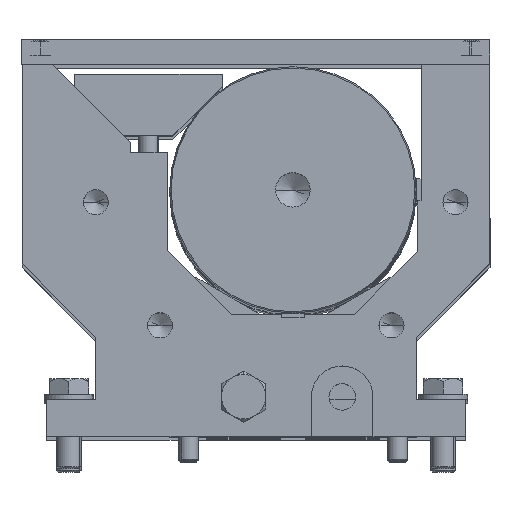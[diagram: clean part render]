
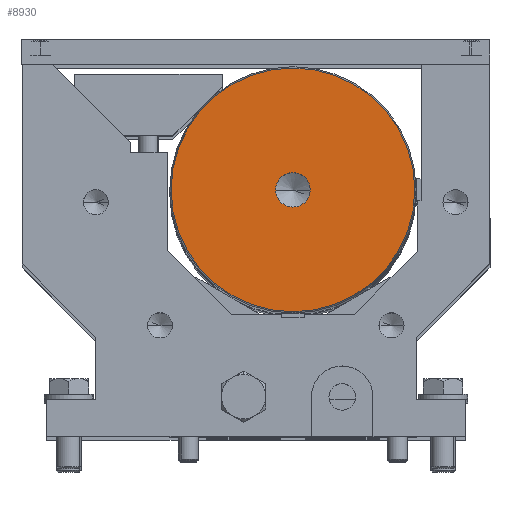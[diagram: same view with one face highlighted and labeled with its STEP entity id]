
A CAD part, top view. The second image highlights one B-rep face of the part: STEP entity #8930.
In plain terms, the highlighted planar face has unit normal (0, 0, 1).
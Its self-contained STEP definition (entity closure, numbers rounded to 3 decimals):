
#215 = ORIENTED_EDGE ( 'NONE', *, *, #16784, .F. ) ;
#346 = DIRECTION ( 'NONE',  ( 0., 0., 1. ) ) ;
#871 = DIRECTION ( 'NONE',  ( 0., 0., 1. ) ) ;
#1614 = DIRECTION ( 'NONE',  ( 1., 0., 0. ) ) ;
#1627 = AXIS2_PLACEMENT_3D ( 'NONE', #29661, #346, #32058 ) ;
#2698 = FACE_BOUND ( 'NONE', #23414, .T. ) ;
#2948 = VERTEX_POINT ( 'NONE', #27122 ) ;
#3989 = EDGE_CURVE ( 'NONE', #28859, #33102, #27539, .T. ) ;
#5157 = EDGE_LOOP ( 'NONE', ( #16187, #31293 ) ) ;
#5196 = CARTESIAN_POINT ( 'NONE',  ( -7., 0., 490. ) ) ;
#5275 = CIRCLE ( 'NONE', #1627, 7. ) ;
#5516 = CARTESIAN_POINT ( 'NONE',  ( 49.471, 0., 490. ) ) ;
#7967 = CIRCLE ( 'NONE', #33319, 7. ) ;
#8930 = ADVANCED_FACE ( 'NONE', ( #12710, #2698 ), #15641, .T. ) ;
#11508 = AXIS2_PLACEMENT_3D ( 'NONE', #12312, #17633, #1614 ) ;
#12312 = CARTESIAN_POINT ( 'NONE',  ( 0., 0., 490. ) ) ;
#12710 = FACE_OUTER_BOUND ( 'NONE', #5157, .T. ) ;
#13934 = CARTESIAN_POINT ( 'NONE',  ( 0., 0., 490. ) ) ;
#14163 = ORIENTED_EDGE ( 'NONE', *, *, #15818, .F. ) ;
#14881 = VERTEX_POINT ( 'NONE', #5196 ) ;
#15636 = AXIS2_PLACEMENT_3D ( 'NONE', #34123, #34237, #18324 ) ;
#15641 = PLANE ( 'NONE',  #19757 ) ;
#15818 = EDGE_CURVE ( 'NONE', #2948, #14881, #7967, .T. ) ;
#16187 = ORIENTED_EDGE ( 'NONE', *, *, #3989, .T. ) ;
#16784 = EDGE_CURVE ( 'NONE', #14881, #2948, #5275, .T. ) ;
#17633 = DIRECTION ( 'NONE',  ( 0., 0., 1. ) ) ;
#18324 = DIRECTION ( 'NONE',  ( 1., 0., 0. ) ) ;
#18802 = EDGE_CURVE ( 'NONE', #33102, #28859, #27312, .T. ) ;
#19548 = DIRECTION ( 'NONE',  ( 1., 0., 0. ) ) ;
#19757 = AXIS2_PLACEMENT_3D ( 'NONE', #23649, #29091, #31927 ) ;
#22756 = CARTESIAN_POINT ( 'NONE',  ( -49.471, 0., 490. ) ) ;
#23414 = EDGE_LOOP ( 'NONE', ( #14163, #215 ) ) ;
#23649 = CARTESIAN_POINT ( 'NONE',  ( 0., 0., 490. ) ) ;
#27122 = CARTESIAN_POINT ( 'NONE',  ( 7., 0., 490. ) ) ;
#27312 = CIRCLE ( 'NONE', #11508, 49.471 ) ;
#27539 = CIRCLE ( 'NONE', #15636, 49.471 ) ;
#28859 = VERTEX_POINT ( 'NONE', #22756 ) ;
#29091 = DIRECTION ( 'NONE',  ( 0., 0., 1. ) ) ;
#29661 = CARTESIAN_POINT ( 'NONE',  ( 0., 0., 490. ) ) ;
#31293 = ORIENTED_EDGE ( 'NONE', *, *, #18802, .T. ) ;
#31927 = DIRECTION ( 'NONE',  ( 1., 0., 0. ) ) ;
#32058 = DIRECTION ( 'NONE',  ( 1., 0., 0. ) ) ;
#33102 = VERTEX_POINT ( 'NONE', #5516 ) ;
#33319 = AXIS2_PLACEMENT_3D ( 'NONE', #13934, #871, #19548 ) ;
#34123 = CARTESIAN_POINT ( 'NONE',  ( 0., 0., 490. ) ) ;
#34237 = DIRECTION ( 'NONE',  ( 0., 0., 1. ) ) ;
